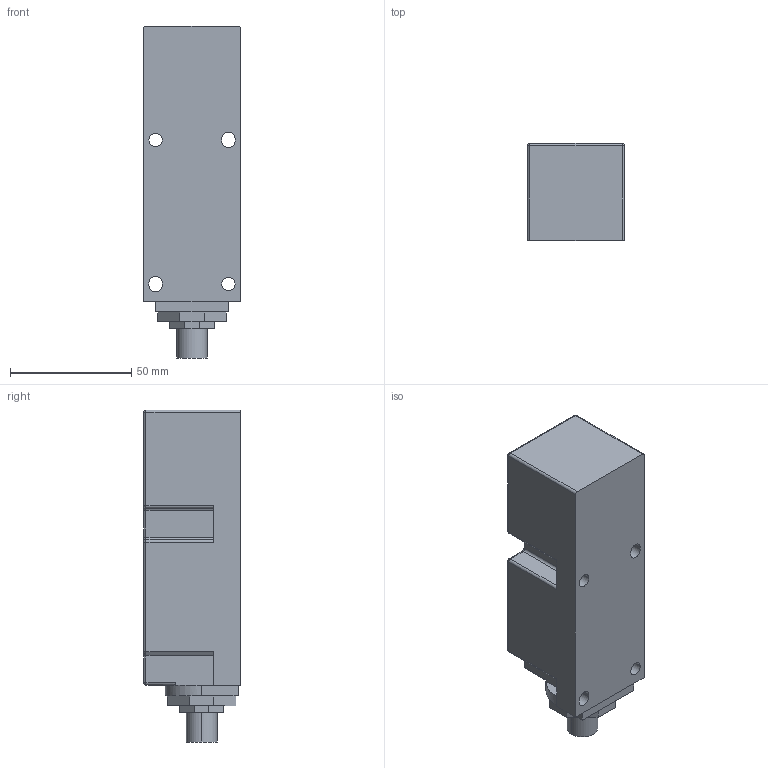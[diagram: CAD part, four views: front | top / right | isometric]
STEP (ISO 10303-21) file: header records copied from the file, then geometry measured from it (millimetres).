
FILE_DESCRIPTION((''),'2;1');
FILE_NAME('CAD0666_SW0001','2012-02-16T',('dhelisch'),(''),'PRO/ENGINEER BY PARAMETRIC TECHNOLOGY CORPORATION, 2007250','PRO/ENGINEER BY PARAMETRIC TECHNOLOGY CORPORATION, 2007250','');
FILE_SCHEMA(('CONFIG_CONTROL_DESIGN'));
Length unit declared in the file: millimetre
Products named in the file (1): CAD0666_SW0001
Bounding box: 40 x 40 x 137 mm (x, y, z)
Surface area: 24439.1 mm2 (no closed solid volume)
Topology: 0 solids, 1 shells, 112 faces, 333 edges, 266 vertices
Faces by surface type: plane 53, cylinder 43, sphere 10, torus 6
Entity records: 4625 total; most frequent: DIRECTION 659, CARTESIAN_POINT 624, ORIENTED_EDGE 544, EDGE_CURVE 272, AXIS2_PLACEMENT_3D 225, VECTOR 209, LINE 209, VERTEX_POINT 164
